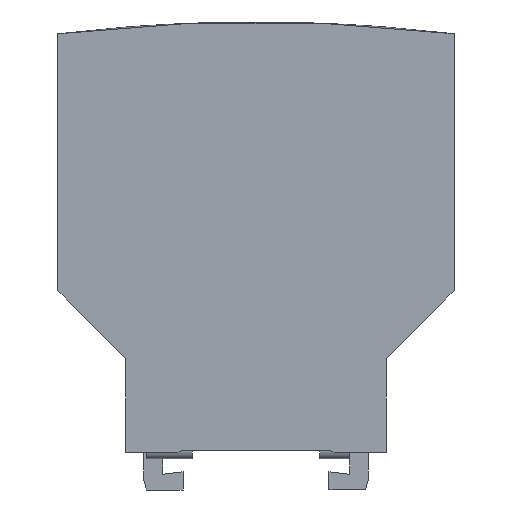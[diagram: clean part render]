
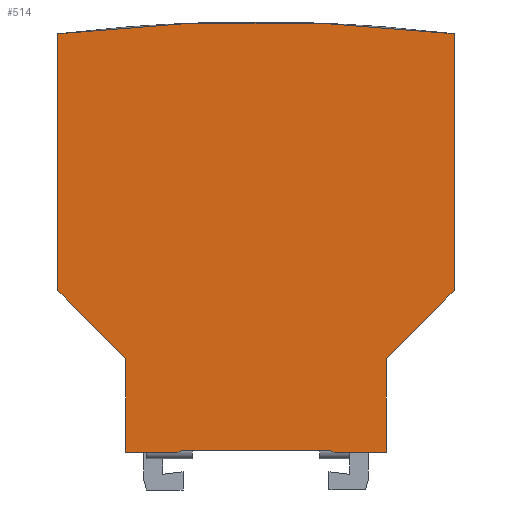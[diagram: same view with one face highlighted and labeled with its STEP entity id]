
A CAD part, left-side view. The second image highlights one B-rep face of the part: STEP entity #514.
In plain terms, the highlighted planar face has unit normal (-1, 0, 0).
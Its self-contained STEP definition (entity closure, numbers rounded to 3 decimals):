
#514 = ADVANCED_FACE( '', ( #1440 ), #1441, .F. );
#1440 = FACE_OUTER_BOUND( '', #2367, .T. );
#1441 = PLANE( '', #2368 );
#2367 = EDGE_LOOP( '', ( #6076, #6077, #6078, #6079, #6080, #6081, #6082, #6083, #6084, #6085, #6086, #6087 ) );
#2368 = AXIS2_PLACEMENT_3D( '', #6088, #6089, #6090 );
#6076 = ORIENTED_EDGE( '', *, *, #6860, .F. );
#6077 = ORIENTED_EDGE( '', *, *, #6792, .F. );
#6078 = ORIENTED_EDGE( '', *, *, #7310, .F. );
#6079 = ORIENTED_EDGE( '', *, *, #7308, .F. );
#6080 = ORIENTED_EDGE( '', *, *, #6919, .F. );
#6081 = ORIENTED_EDGE( '', *, *, #7285, .F. );
#6082 = ORIENTED_EDGE( '', *, *, #7291, .F. );
#6083 = ORIENTED_EDGE( '', *, *, #7302, .F. );
#6084 = ORIENTED_EDGE( '', *, *, #7293, .F. );
#6085 = ORIENTED_EDGE( '', *, *, #7296, .F. );
#6086 = ORIENTED_EDGE( '', *, *, #7172, .F. );
#6087 = ORIENTED_EDGE( '', *, *, #7166, .F. );
#6088 = CARTESIAN_POINT( '', ( -18., 0., 0. ) );
#6089 = DIRECTION( '', ( 1., 0., 0. ) );
#6090 = DIRECTION( '', ( 0., 0., -1. ) );
#6792 = EDGE_CURVE( '', #8469, #8470, #8471, .T. );
#6860 = EDGE_CURVE( '', #8470, #8575, #8576, .T. );
#6919 = EDGE_CURVE( '', #8678, #8680, #8681, .T. );
#7166 = EDGE_CURVE( '', #8575, #9088, #9089, .T. );
#7172 = EDGE_CURVE( '', #9088, #9098, #9099, .T. );
#7285 = EDGE_CURVE( '', #9289, #8678, #9291, .T. );
#7291 = EDGE_CURVE( '', #9298, #9289, #9300, .T. );
#7293 = EDGE_CURVE( '', #9301, #9303, #9304, .T. );
#7296 = EDGE_CURVE( '', #9098, #9301, #9307, .T. );
#7302 = EDGE_CURVE( '', #9303, #9298, #9314, .T. );
#7308 = EDGE_CURVE( '', #8680, #9321, #9322, .T. );
#7310 = EDGE_CURVE( '', #9321, #8469, #9324, .T. );
#8469 = VERTEX_POINT( '', #12047 );
#8470 = VERTEX_POINT( '', #12048 );
#8471 = CIRCLE( '', #12049, 160. );
#8575 = VERTEX_POINT( '', #12367 );
#8576 = LINE( '', #12368, #12369 );
#8678 = VERTEX_POINT( '', #12528 );
#8680 = VERTEX_POINT( '', #12531 );
#8681 = LINE( '', #12532, #12533 );
#9088 = VERTEX_POINT( '', #13186 );
#9089 = LINE( '', #13187, #13188 );
#9098 = VERTEX_POINT( '', #13202 );
#9099 = LINE( '', #13203, #13204 );
#9289 = VERTEX_POINT( '', #13501 );
#9291 = LINE( '', #13504, #13505 );
#9298 = VERTEX_POINT( '', #13516 );
#9300 = LINE( '', #13519, #13520 );
#9301 = VERTEX_POINT( '', #13521 );
#9303 = VERTEX_POINT( '', #13524 );
#9304 = LINE( '', #13525, #13526 );
#9307 = LINE( '', #13531, #13532 );
#9314 = LINE( '', #13544, #13545 );
#9321 = VERTEX_POINT( '', #13557 );
#9322 = LINE( '', #13558, #13559 );
#9324 = LINE( '', #13562, #13563 );
#12047 = CARTESIAN_POINT( '', ( -18., 19., 39.968 ) );
#12048 = CARTESIAN_POINT( '', ( -18., -19., 39.968 ) );
#12049 = AXIS2_PLACEMENT_3D( '', #14418, #14419, #14420 );
#12367 = CARTESIAN_POINT( '', ( -18., -19., 15.3 ) );
#12368 = CARTESIAN_POINT( '', ( -18., -19., 39.968 ) );
#12369 = VECTOR( '', #14504, 1. );
#12528 = CARTESIAN_POINT( '', ( -18., 12.5, -0.2 ) );
#12531 = CARTESIAN_POINT( '', ( -18., 12.5, 8.8 ) );
#12532 = CARTESIAN_POINT( '', ( -18., 12.5, -0.2 ) );
#12533 = VECTOR( '', #14563, 1. );
#13186 = CARTESIAN_POINT( '', ( -18., -12.5, 8.8 ) );
#13187 = CARTESIAN_POINT( '', ( -18., -19., 15.3 ) );
#13188 = VECTOR( '', #14810, 1. );
#13202 = CARTESIAN_POINT( '', ( -18., -12.5, -0.2 ) );
#13203 = CARTESIAN_POINT( '', ( -18., -12.5, 8.8 ) );
#13204 = VECTOR( '', #14816, 1. );
#13501 = CARTESIAN_POINT( '', ( -18., 7.5, -0.2 ) );
#13504 = CARTESIAN_POINT( '', ( -18., 7.5, -0.2 ) );
#13505 = VECTOR( '', #14937, 1. );
#13516 = CARTESIAN_POINT( '', ( -18., 7.154, 0. ) );
#13519 = CARTESIAN_POINT( '', ( -18., 7.154, 0. ) );
#13520 = VECTOR( '', #14943, 1. );
#13521 = CARTESIAN_POINT( '', ( -18., -7.5, -0.2 ) );
#13524 = CARTESIAN_POINT( '', ( -18., -7.154, 0. ) );
#13525 = CARTESIAN_POINT( '', ( -18., -7.5, -0.2 ) );
#13526 = VECTOR( '', #14945, 1. );
#13531 = CARTESIAN_POINT( '', ( -18., -12.5, -0.2 ) );
#13532 = VECTOR( '', #14948, 1. );
#13544 = CARTESIAN_POINT( '', ( -18., -7.154, 0. ) );
#13545 = VECTOR( '', #14954, 1. );
#13557 = CARTESIAN_POINT( '', ( -18., 19., 15.3 ) );
#13558 = CARTESIAN_POINT( '', ( -18., 12.5, 8.8 ) );
#13559 = VECTOR( '', #14960, 1. );
#13562 = CARTESIAN_POINT( '', ( -18., 19., 15.3 ) );
#13563 = VECTOR( '', #14962, 1. );
#14418 = CARTESIAN_POINT( '', ( -18., 0., -118.9 ) );
#14419 = DIRECTION( '', ( 1., 0., 0. ) );
#14420 = DIRECTION( '', ( 0., 0.119, 0.993 ) );
#14504 = DIRECTION( '', ( 0., 0., -1. ) );
#14563 = DIRECTION( '', ( 0., 0., 1. ) );
#14810 = DIRECTION( '', ( 0., 0.707, -0.707 ) );
#14816 = DIRECTION( '', ( 0., 0., -1. ) );
#14937 = DIRECTION( '', ( 0., 1., 0. ) );
#14943 = DIRECTION( '', ( 0., 0.866, -0.5 ) );
#14945 = DIRECTION( '', ( 0., 0.866, 0.5 ) );
#14948 = DIRECTION( '', ( 0., 1., 0. ) );
#14954 = DIRECTION( '', ( 0., 1., 0. ) );
#14960 = DIRECTION( '', ( 0., 0.707, 0.707 ) );
#14962 = DIRECTION( '', ( 0., 0., 1. ) );
